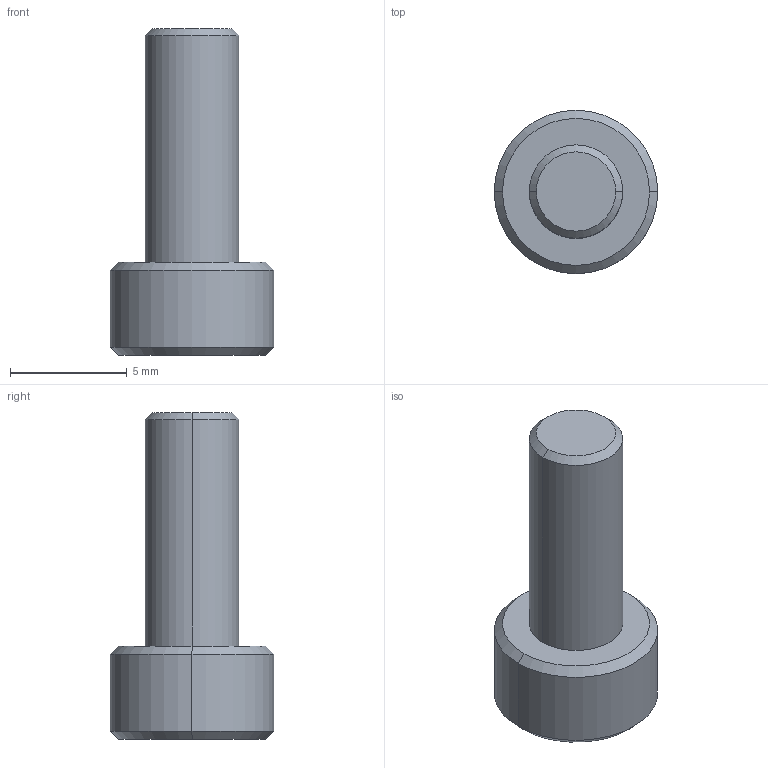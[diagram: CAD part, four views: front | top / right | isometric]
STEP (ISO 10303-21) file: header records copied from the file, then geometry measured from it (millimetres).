
FILE_DESCRIPTION (( 'STEP AP203' ), '1' );
FILE_NAME ('161089.step', '2022-01-27T15:35:39', ( '' ), ( '' ), 'SwSTEP 2.0', 'SolidWorks 2021', '' );
FILE_SCHEMA (( 'CONFIG_CONTROL_DESIGN' ));
Length unit declared in the file: millimetre
Products named in the file (1): 161089
Bounding box: 7 x 7 x 14 mm (x, y, z)
Volume: 258.8 mm3; surface area: 301.4 mm2
Topology: 1 solids, 1 shells, 27 faces, 51 edges, 28 vertices
Faces by surface type: cone 13, plane 10, cylinder 4
Entity records: 783 total; most frequent: CARTESIAN_POINT 165, DIRECTION 121, ORIENTED_EDGE 102, EDGE_CURVE 51, AXIS2_PLACEMENT_3D 49, EDGE_LOOP 29, VERTEX_POINT 28, ADVANCED_FACE 27
